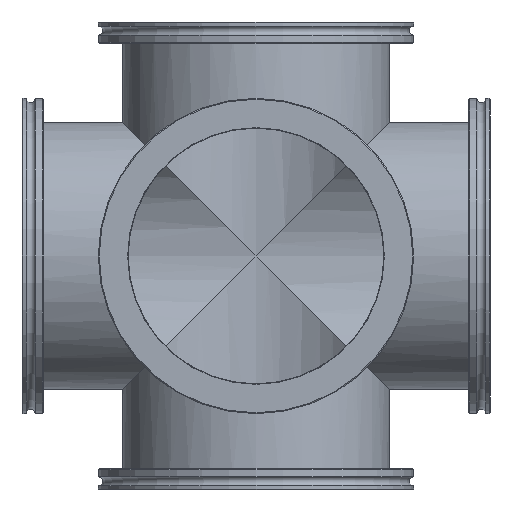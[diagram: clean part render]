
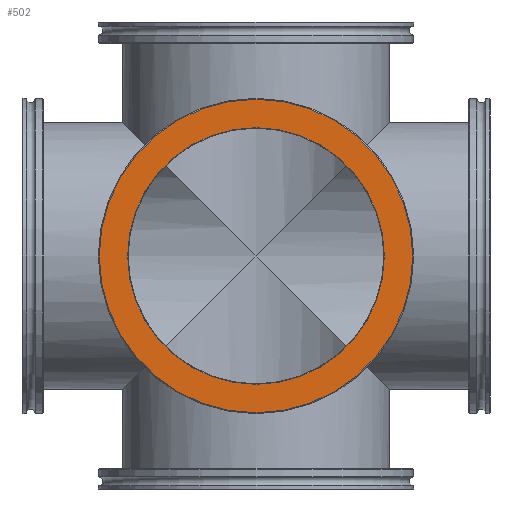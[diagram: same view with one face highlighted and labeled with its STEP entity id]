
A CAD part, left-side view. The second image highlights one B-rep face of the part: STEP entity #502.
In plain terms, the highlighted planar face has unit normal (-1, 0, 0).
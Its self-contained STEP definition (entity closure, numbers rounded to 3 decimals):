
#68=FACE_BOUND('',#159,.T.);
#77=CIRCLE('',#622,89.5);
#82=CIRCLE('',#629,73.25);
#83=CIRCLE('',#630,73.25);
#129=FACE_OUTER_BOUND('',#158,.T.);
#158=EDGE_LOOP('',(#414));
#159=EDGE_LOOP('',(#415,#416));
#249=VERTEX_POINT('',#936);
#254=VERTEX_POINT('',#950);
#255=VERTEX_POINT('',#951);
#306=EDGE_CURVE('',#249,#249,#77,.T.);
#313=EDGE_CURVE('',#254,#255,#82,.T.);
#314=EDGE_CURVE('',#255,#254,#83,.T.);
#414=ORIENTED_EDGE('',*,*,#306,.F.);
#415=ORIENTED_EDGE('',*,*,#313,.F.);
#416=ORIENTED_EDGE('',*,*,#314,.F.);
#482=PLANE('',#628);
#502=ADVANCED_FACE('',(#129,#68),#482,.T.);
#622=AXIS2_PLACEMENT_3D('',#937,#759,#760);
#628=AXIS2_PLACEMENT_3D('',#949,#773,#774);
#629=AXIS2_PLACEMENT_3D('',#952,#775,#776);
#630=AXIS2_PLACEMENT_3D('',#953,#777,#778);
#759=DIRECTION('center_axis',(1.,0.,0.));
#760=DIRECTION('ref_axis',(0.,0.,-1.));
#773=DIRECTION('center_axis',(-1.,0.,0.));
#774=DIRECTION('ref_axis',(0.,0.,1.));
#775=DIRECTION('center_axis',(-1.,0.,0.));
#776=DIRECTION('ref_axis',(0.,0.,1.));
#777=DIRECTION('center_axis',(-1.,0.,0.));
#778=DIRECTION('ref_axis',(0.,0.,1.));
#936=CARTESIAN_POINT('',(-12.,0.,89.5));
#937=CARTESIAN_POINT('Origin',(-12.,0.,0.));
#949=CARTESIAN_POINT('Origin',(-12.,0.,73.25));
#950=CARTESIAN_POINT('',(-12.,0.,73.25));
#951=CARTESIAN_POINT('',(-12.,0.,-73.25));
#952=CARTESIAN_POINT('Origin',(-12.,0.,0.));
#953=CARTESIAN_POINT('Origin',(-12.,0.,0.));
